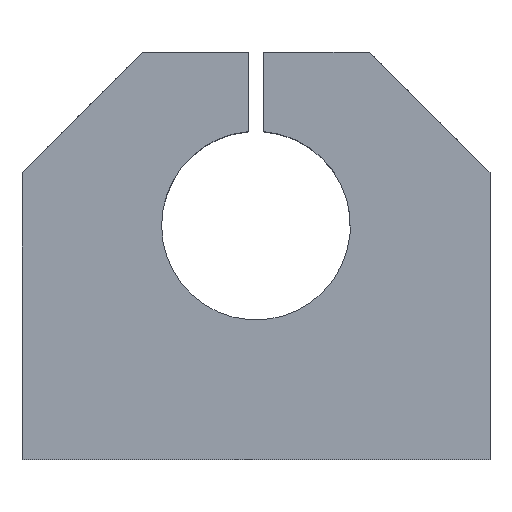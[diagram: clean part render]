
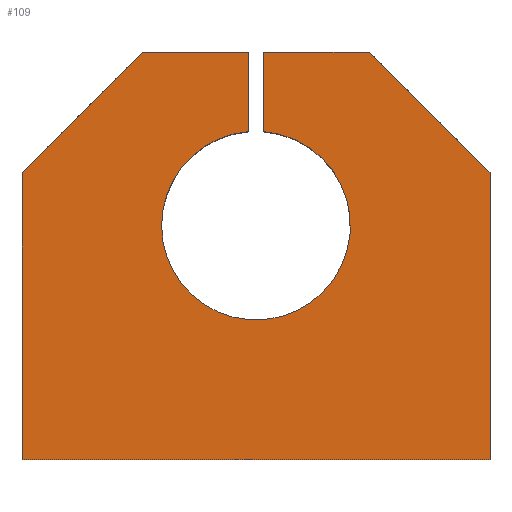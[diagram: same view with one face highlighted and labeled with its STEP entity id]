
A CAD part, top view. The second image highlights one B-rep face of the part: STEP entity #109.
In plain terms, the highlighted planar face has unit normal (0, 0, 1).
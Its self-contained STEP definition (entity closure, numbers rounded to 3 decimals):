
#109 = ADVANCED_FACE( '', ( #189 ), #190, .T. );
#189 = FACE_OUTER_BOUND( '', #270, .T. );
#190 = PLANE( '', #271 );
#270 = EDGE_LOOP( '', ( #548, #549, #550, #551, #552, #553, #554, #555, #556, #557, #558 ) );
#271 = AXIS2_PLACEMENT_3D( '', #559, #560, #561 );
#548 = ORIENTED_EDGE( '', *, *, #652, .F. );
#549 = ORIENTED_EDGE( '', *, *, #671, .F. );
#550 = ORIENTED_EDGE( '', *, *, #668, .F. );
#551 = ORIENTED_EDGE( '', *, *, #648, .F. );
#552 = ORIENTED_EDGE( '', *, *, #667, .F. );
#553 = ORIENTED_EDGE( '', *, *, #663, .F. );
#554 = ORIENTED_EDGE( '', *, *, #577, .F. );
#555 = ORIENTED_EDGE( '', *, *, #662, .F. );
#556 = ORIENTED_EDGE( '', *, *, #658, .F. );
#557 = ORIENTED_EDGE( '', *, *, #636, .F. );
#558 = ORIENTED_EDGE( '', *, *, #657, .F. );
#559 = CARTESIAN_POINT( '', ( 0., 0., 28. ) );
#560 = DIRECTION( '', ( 0., 0., 1. ) );
#561 = DIRECTION( '', ( 1., 0., 0. ) );
#577 = EDGE_CURVE( '', #673, #676, #677, .T. );
#636 = EDGE_CURVE( '', #777, #779, #780, .T. );
#648 = EDGE_CURVE( '', #794, #796, #797, .T. );
#652 = EDGE_CURVE( '', #803, #804, #805, .T. );
#657 = EDGE_CURVE( '', #804, #777, #812, .T. );
#658 = EDGE_CURVE( '', #779, #813, #814, .T. );
#662 = EDGE_CURVE( '', #813, #673, #819, .T. );
#663 = EDGE_CURVE( '', #676, #820, #821, .T. );
#667 = EDGE_CURVE( '', #820, #794, #826, .T. );
#668 = EDGE_CURVE( '', #796, #827, #828, .T. );
#671 = EDGE_CURVE( '', #827, #803, #832, .T. );
#673 = VERTEX_POINT( '', #834 );
#676 = VERTEX_POINT( '', #838 );
#677 = CIRCLE( '', #839, 12.5 );
#777 = VERTEX_POINT( '', #1094 );
#779 = VERTEX_POINT( '', #1097 );
#780 = LINE( '', #1098, #1099 );
#794 = VERTEX_POINT( '', #1116 );
#796 = VERTEX_POINT( '', #1119 );
#797 = LINE( '', #1120, #1121 );
#803 = VERTEX_POINT( '', #1130 );
#804 = VERTEX_POINT( '', #1131 );
#805 = LINE( '', #1132, #1133 );
#812 = LINE( '', #1144, #1145 );
#813 = VERTEX_POINT( '', #1146 );
#814 = LINE( '', #1147, #1148 );
#819 = CIRCLE( '', #1155, 12.5 );
#820 = VERTEX_POINT( '', #1156 );
#821 = LINE( '', #1157, #1158 );
#826 = LINE( '', #1166, #1167 );
#827 = VERTEX_POINT( '', #1168 );
#828 = LINE( '', #1169, #1170 );
#832 = LINE( '', #1176, #1177 );
#834 = CARTESIAN_POINT( '', ( -1., 18.54, 28. ) );
#838 = CARTESIAN_POINT( '', ( 1., 43.46, 28. ) );
#839 = AXIS2_PLACEMENT_3D( '', #1181, #1182, #1183 );
#1094 = CARTESIAN_POINT( '', ( -15., 54., 28. ) );
#1097 = CARTESIAN_POINT( '', ( -1., 54., 28. ) );
#1098 = CARTESIAN_POINT( '', ( -1., 54., 28. ) );
#1099 = VECTOR( '', #1296, 1. );
#1116 = CARTESIAN_POINT( '', ( 15., 54., 28. ) );
#1119 = CARTESIAN_POINT( '', ( 31., 38., 28. ) );
#1120 = CARTESIAN_POINT( '', ( 31., 38., 28. ) );
#1121 = VECTOR( '', #1322, 1. );
#1130 = CARTESIAN_POINT( '', ( -31., 0., 28. ) );
#1131 = CARTESIAN_POINT( '', ( -31., 38., 28. ) );
#1132 = CARTESIAN_POINT( '', ( -31., 38., 28. ) );
#1133 = VECTOR( '', #1326, 1. );
#1144 = CARTESIAN_POINT( '', ( -15., 54., 28. ) );
#1145 = VECTOR( '', #1331, 1. );
#1146 = CARTESIAN_POINT( '', ( -1., 43.46, 28. ) );
#1147 = CARTESIAN_POINT( '', ( -1., 43.46, 28. ) );
#1148 = VECTOR( '', #1332, 1. );
#1155 = AXIS2_PLACEMENT_3D( '', #1338, #1339, #1340 );
#1156 = CARTESIAN_POINT( '', ( 1., 54., 28. ) );
#1157 = CARTESIAN_POINT( '', ( 1., 54., 28. ) );
#1158 = VECTOR( '', #1341, 1. );
#1166 = CARTESIAN_POINT( '', ( 15., 54., 28. ) );
#1167 = VECTOR( '', #1345, 1. );
#1168 = CARTESIAN_POINT( '', ( 31., 0., 28. ) );
#1169 = CARTESIAN_POINT( '', ( 31., 0., 28. ) );
#1170 = VECTOR( '', #1346, 1. );
#1176 = CARTESIAN_POINT( '', ( -31., 0., 28. ) );
#1177 = VECTOR( '', #1349, 1. );
#1181 = CARTESIAN_POINT( '', ( 0., 31., 28. ) );
#1182 = DIRECTION( '', ( 0., 0., 1. ) );
#1183 = DIRECTION( '', ( 0.08, 0.997, 0. ) );
#1296 = DIRECTION( '', ( 1., 0., 0. ) );
#1322 = DIRECTION( '', ( 0.707, -0.707, 0. ) );
#1326 = DIRECTION( '', ( 0., 1., 0. ) );
#1331 = DIRECTION( '', ( 0.707, 0.707, 0. ) );
#1332 = DIRECTION( '', ( 0., -1., 0. ) );
#1338 = CARTESIAN_POINT( '', ( 0., 31., 28. ) );
#1339 = DIRECTION( '', ( 0., 0., 1. ) );
#1340 = DIRECTION( '', ( 0.08, 0.997, 0. ) );
#1341 = DIRECTION( '', ( 0., 1., 0. ) );
#1345 = DIRECTION( '', ( 1., 0., 0. ) );
#1346 = DIRECTION( '', ( 0., -1., 0. ) );
#1349 = DIRECTION( '', ( -1., 0., 0. ) );
